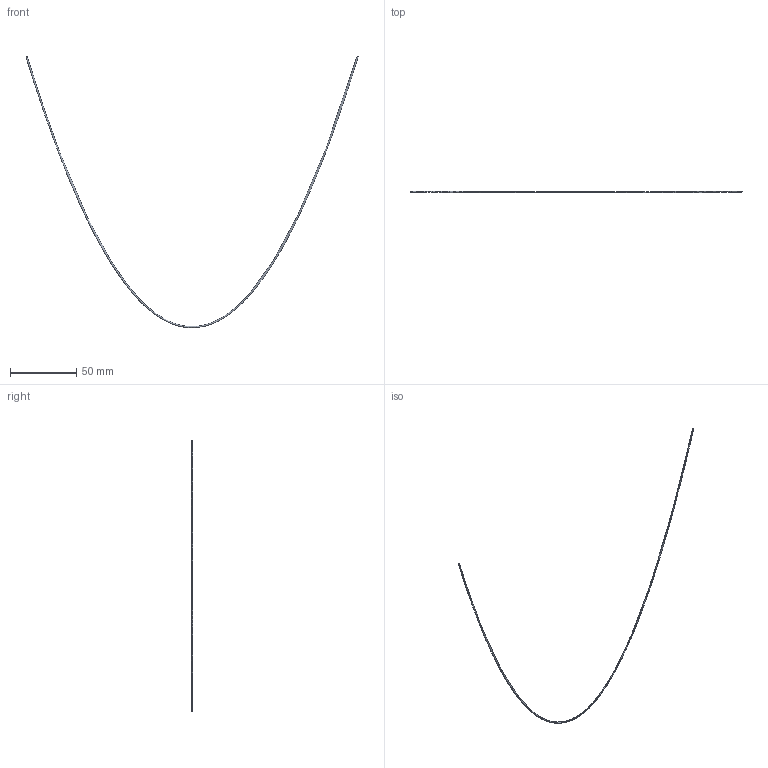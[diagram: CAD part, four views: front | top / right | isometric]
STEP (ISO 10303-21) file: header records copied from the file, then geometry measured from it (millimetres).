
FILE_DESCRIPTION(('HOOPS Exchange Step'),'2;1');
FILE_NAME('Wire.step','2017-04-28T09:01:02+00:00',('SYSTEM'),('Unknown organisation'),'HOOPS Exchange 10.0','HOOPS Exchange','Unknown authorisation');
FILE_SCHEMA( ('AUTOMOTIVE_DESIGN { 1 0 10303 214 1 1 1 1 }') );
Length unit declared in the file: millimetre
Products named in the file (5): 15cm; 20cm; 30cm; 50cm; Wire
Assembly tree (4 placements, depth 2):
  Wire
    15cm
    20cm
    30cm
    50cm
Bounding box: 250.82 x 0.9 x 205.01 mm (x, y, z)
Volume: 318.8 mm3; surface area: 1385 mm2
Topology: 1 solids, 1 shells, 3 faces, 3 edges, 2 vertices
Faces by surface type: plane 2, bspline 1
Entity records: 287 total; most frequent: CARTESIAN_POINT 127, DIRECTION 26, AXIS2_PLACEMENT_3D 13, PRODUCT_DEFINITION_SHAPE 9, ORIENTED_EDGE 6, PLANE_ANGLE_MEASURE_WITH_UNIT 5, DIMENSIONAL_EXPONENTS 5, UNCERTAINTY_MEASURE_WITH_UNIT 5
